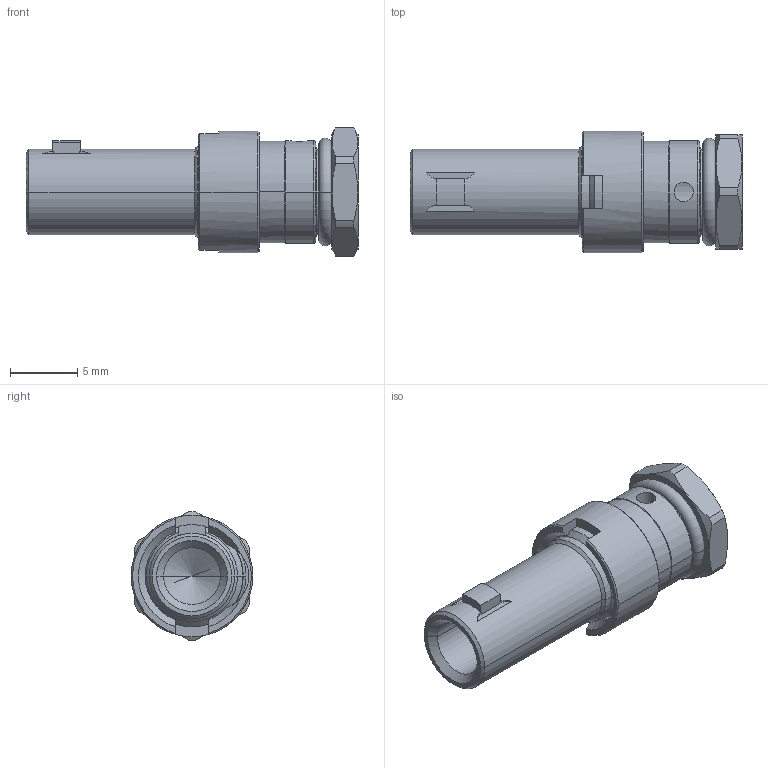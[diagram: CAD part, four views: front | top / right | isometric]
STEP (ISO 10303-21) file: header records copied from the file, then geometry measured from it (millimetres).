
FILE_DESCRIPTION((''),'2;1');
FILE_NAME('00611421007','2019-09-26T',('presta_be4'),(''),'PRO/ENGINEER BY PARAMETRIC TECHNOLOGY CORPORATION, 2014310','PRO/ENGINEER BY PARAMETRIC TECHNOLOGY CORPORATION, 2014310','');
FILE_SCHEMA(('CONFIG_CONTROL_DESIGN'));
Length unit declared in the file: millimetre
Products named in the file (1): 00611421007
Bounding box: 24.66 x 9.03 x 9.53 mm (x, y, z)
Volume: 723.8 mm3; surface area: 1112.3 mm2
Topology: 1 solids, 1 shells, 89 faces, 237 edges, 150 vertices
Faces by surface type: cylinder 33, cone 26, plane 24, torus 6
Entity records: 3964 total; most frequent: CARTESIAN_POINT 1738, ORIENTED_EDGE 470, DIRECTION 452, EDGE_CURVE 235, AXIS2_PLACEMENT_3D 182, VERTEX_POINT 150, EDGE_LOOP 95, CIRCLE 93
